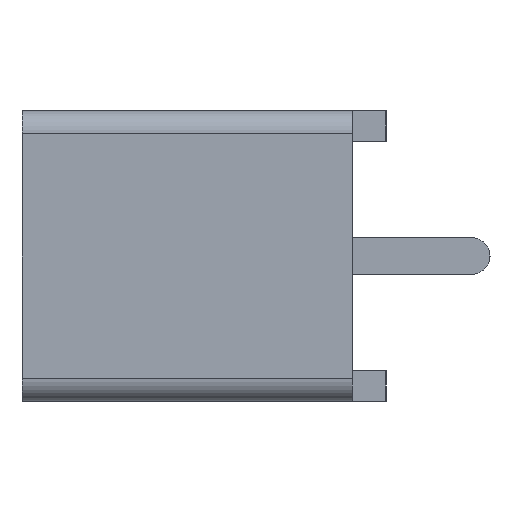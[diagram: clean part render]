
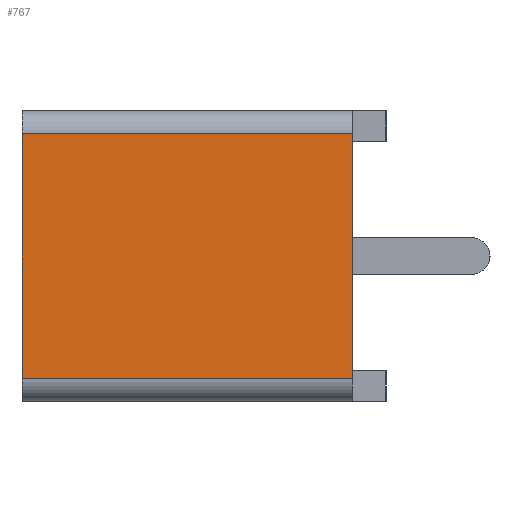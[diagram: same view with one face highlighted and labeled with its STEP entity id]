
A CAD part, left-side view. The second image highlights one B-rep face of the part: STEP entity #767.
In plain terms, the highlighted planar face has unit normal (-1, 0, 0).
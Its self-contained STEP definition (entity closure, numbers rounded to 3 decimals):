
#10 = CARTESIAN_POINT ( 'NONE',  ( -12.25, 10.8, -4.75 ) ) ;
#116 = VERTEX_POINT ( 'NONE', #876 ) ;
#132 = CARTESIAN_POINT ( 'NONE',  ( -12.25, 10.8, -4.75 ) ) ;
#134 = VECTOR ( 'NONE', #936, 1000. ) ;
#180 = EDGE_CURVE ( 'NONE', #1449, #432, #679, .T. ) ;
#193 = DIRECTION ( 'NONE',  ( 0., 0., 1. ) ) ;
#229 = ORIENTED_EDGE ( 'NONE', *, *, #1077, .T. ) ;
#265 = VECTOR ( 'NONE', #193, 1000. ) ;
#283 = EDGE_CURVE ( 'NONE', #116, #432, #709, .T. ) ;
#313 = CARTESIAN_POINT ( 'NONE',  ( -12.25, 10.8, -4. ) ) ;
#335 = EDGE_CURVE ( 'NONE', #1501, #116, #823, .T. ) ;
#356 = FACE_OUTER_BOUND ( 'NONE', #1280, .T. ) ;
#422 = CARTESIAN_POINT ( 'NONE',  ( -12.25, 10.8, 4. ) ) ;
#432 = VERTEX_POINT ( 'NONE', #880 ) ;
#590 = AXIS2_PLACEMENT_3D ( 'NONE', #132, #1422, #878 ) ;
#653 = PLANE ( 'NONE',  #590 ) ;
#679 = LINE ( 'NONE', #10, #134 ) ;
#709 = LINE ( 'NONE', #422, #1481 ) ;
#767 = ADVANCED_FACE ( 'NONE', ( #356 ), #653, .F. ) ;
#823 = LINE ( 'NONE', #1338, #265 ) ;
#841 = ORIENTED_EDGE ( 'NONE', *, *, #283, .T. ) ;
#876 = CARTESIAN_POINT ( 'NONE',  ( -12.25, 0., 4. ) ) ;
#878 = DIRECTION ( 'NONE',  ( 0., 0., -1. ) ) ;
#880 = CARTESIAN_POINT ( 'NONE',  ( -12.25, 10.8, 4. ) ) ;
#936 = DIRECTION ( 'NONE',  ( 0., 0., 1. ) ) ;
#1077 = EDGE_CURVE ( 'NONE', #1449, #1501, #1597, .T. ) ;
#1124 = DIRECTION ( 'NONE',  ( 0., -1., 0. ) ) ;
#1223 = ORIENTED_EDGE ( 'NONE', *, *, #335, .T. ) ;
#1280 = EDGE_LOOP ( 'NONE', ( #1397, #229, #1223, #841 ) ) ;
#1338 = CARTESIAN_POINT ( 'NONE',  ( -12.25, 0., -4.75 ) ) ;
#1346 = CARTESIAN_POINT ( 'NONE',  ( -12.25, 0., -4. ) ) ;
#1397 = ORIENTED_EDGE ( 'NONE', *, *, #180, .F. ) ;
#1422 = DIRECTION ( 'NONE',  ( 1., 0., 0. ) ) ;
#1449 = VERTEX_POINT ( 'NONE', #1576 ) ;
#1481 = VECTOR ( 'NONE', #1491, 1000. ) ;
#1491 = DIRECTION ( 'NONE',  ( 0., 1., 0. ) ) ;
#1501 = VERTEX_POINT ( 'NONE', #1346 ) ;
#1576 = CARTESIAN_POINT ( 'NONE',  ( -12.25, 10.8, -4. ) ) ;
#1597 = LINE ( 'NONE', #313, #1642 ) ;
#1642 = VECTOR ( 'NONE', #1124, 1000. ) ;
